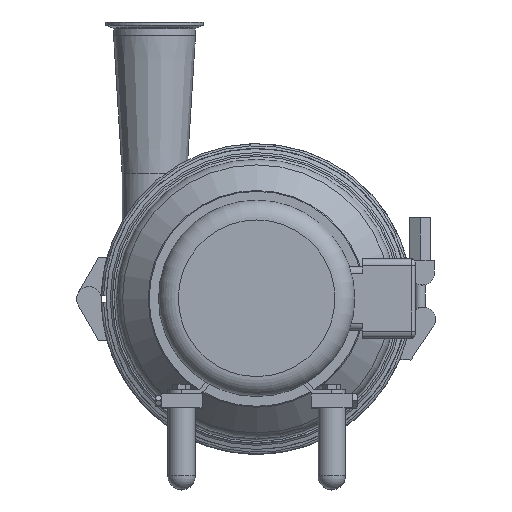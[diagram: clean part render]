
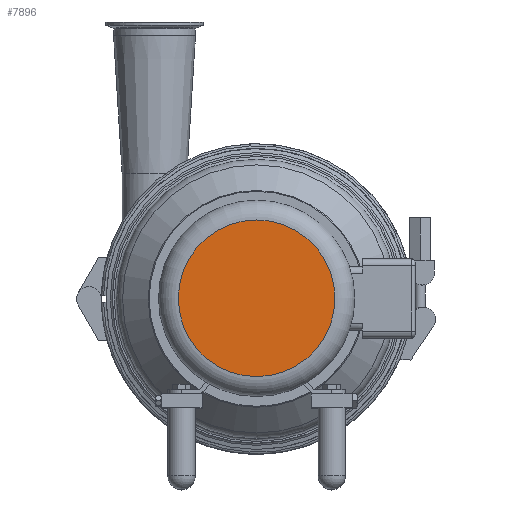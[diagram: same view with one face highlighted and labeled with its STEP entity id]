
A CAD part, top view. The second image highlights one B-rep face of the part: STEP entity #7896.
In plain terms, the highlighted planar face has unit normal (0, 0, 1).
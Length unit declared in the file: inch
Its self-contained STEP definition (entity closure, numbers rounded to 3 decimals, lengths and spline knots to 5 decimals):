
#2279=FACE_OUTER_BOUND('',#2735,.T.);
#2735=EDGE_LOOP('',(#6987,#6988));
#3114=CIRCLE('',#8626,2.869);
#3115=CIRCLE('',#8627,2.869);
#3843=VERTEX_POINT('',#13832);
#3844=VERTEX_POINT('',#13833);
#4929=EDGE_CURVE('',#3843,#3844,#3114,.T.);
#4930=EDGE_CURVE('',#3844,#3843,#3115,.T.);
#6987=ORIENTED_EDGE('',*,*,#4929,.F.);
#6988=ORIENTED_EDGE('',*,*,#4930,.F.);
#7502=PLANE('',#8625);
#7896=ADVANCED_FACE('',(#2279),#7502,.T.);
#8625=AXIS2_PLACEMENT_3D('',#13831,#10548,#10549);
#8626=AXIS2_PLACEMENT_3D('',#13834,#10550,#10551);
#8627=AXIS2_PLACEMENT_3D('',#13835,#10552,#10553);
#10548=DIRECTION('center_axis',(0.,0.,
1.));
#10549=DIRECTION('ref_axis',(0.,1.,0.));
#10550=DIRECTION('center_axis',(0.,0.,
-1.));
#10551=DIRECTION('ref_axis',(1.,0.,0.));
#10552=DIRECTION('center_axis',(0.,0.,
-1.));
#10553=DIRECTION('ref_axis',(1.,0.,0.));
#13831=CARTESIAN_POINT('Origin',(-3.595,0.,14.9889));
#13832=CARTESIAN_POINT('',(-2.869,0.,14.9889));
#13833=CARTESIAN_POINT('',(0.,2.869,14.9889));
#13834=CARTESIAN_POINT('Origin',(0.,0.,14.9889));
#13835=CARTESIAN_POINT('Origin',(0.,0.,14.9889));
